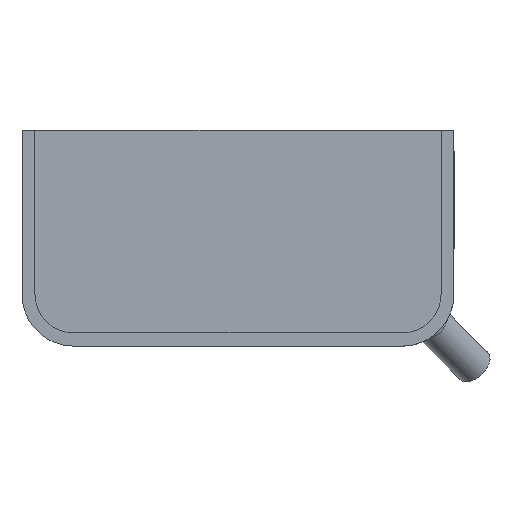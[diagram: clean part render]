
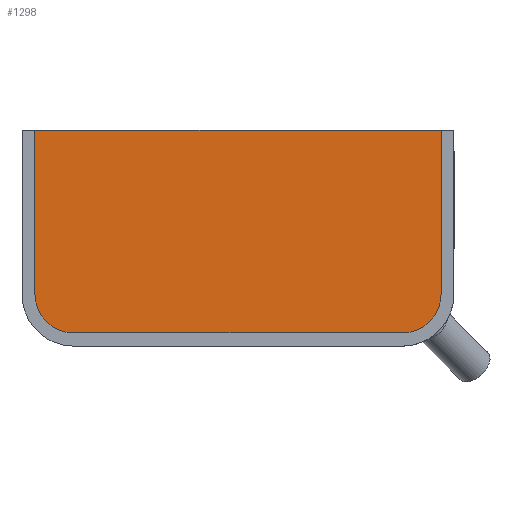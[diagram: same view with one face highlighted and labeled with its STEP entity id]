
A CAD part, left-side view. The second image highlights one B-rep face of the part: STEP entity #1298.
In plain terms, the highlighted planar face has unit normal (-1, 0, 0).
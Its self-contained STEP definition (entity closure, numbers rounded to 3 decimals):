
#81=LINE($,#2046,#203);
#82=LINE($,#2049,#204);
#83=LINE($,#2053,#205);
#84=LINE($,#2056,#206);
#203=VECTOR($,#1556,94.);
#204=VECTOR($,#1559,37.967);
#205=VECTOR($,#1562,76.);
#206=VECTOR($,#1565,37.967);
#354=FACE_OUTER_BOUND($,#420,.T.);
#420=EDGE_LOOP($,(#915,#916,#917,#918,#919,#920));
#475=CIRCLE($,#1381,9.);
#476=CIRCLE($,#1382,9.);
#552=VERTEX_POINT($,#2040);
#553=VERTEX_POINT($,#2044);
#554=VERTEX_POINT($,#2048);
#555=VERTEX_POINT($,#2050);
#556=VERTEX_POINT($,#2052);
#557=VERTEX_POINT($,#2054);
#694=EDGE_CURVE($,#552,#553,#81,.T.);
#695=EDGE_CURVE($,#554,#553,#82,.T.);
#696=EDGE_CURVE($,#555,#554,#475,.T.);
#697=EDGE_CURVE($,#556,#555,#83,.T.);
#698=EDGE_CURVE($,#557,#556,#476,.T.);
#699=EDGE_CURVE($,#552,#557,#84,.T.);
#915=ORIENTED_EDGE($,*,*,#694,.T.);
#916=ORIENTED_EDGE($,*,*,#695,.F.);
#917=ORIENTED_EDGE($,*,*,#696,.F.);
#918=ORIENTED_EDGE($,*,*,#697,.F.);
#919=ORIENTED_EDGE($,*,*,#698,.F.);
#920=ORIENTED_EDGE($,*,*,#699,.F.);
#1190=PLANE($,#1380);
#1298=ADVANCED_FACE($,(#354),#1190,.T.);
#1380=AXIS2_PLACEMENT_3D($,#2047,#1557,#1558);
#1381=AXIS2_PLACEMENT_3D($,#2051,#1560,#1561);
#1382=AXIS2_PLACEMENT_3D($,#2055,#1563,#1564);
#1556=DIRECTION($,(0.,1.,0.));
#1557=DIRECTION('center_axis',(-1.,0.,0.));
#1558=DIRECTION('ref_axis',(0.,1.,0.));
#1559=DIRECTION($,(0.,0.,1.));
#1560=DIRECTION('center_axis',(1.,0.,0.));
#1561=DIRECTION('ref_axis',(0.,0.707,-0.707));
#1562=DIRECTION($,(0.,1.,0.));
#1563=DIRECTION('center_axis',(1.,0.,0.));
#1564=DIRECTION('ref_axis',(0.,-0.707,-0.707));
#1565=DIRECTION($,(0.,0.,-1.));
#2040=CARTESIAN_POINT('',(-100.,-47.017,50.));
#2044=CARTESIAN_POINT('',(-100.,46.983,50.));
#2046=CARTESIAN_POINT($,(-100.,0.007,50.));
#2047=CARTESIAN_POINT('Origin',(-100.,-0.017,27.033));
#2048=CARTESIAN_POINT('',(-100.,46.983,12.033));
#2049=CARTESIAN_POINT($,(-100.,46.983,51.033));
#2050=CARTESIAN_POINT('',(-100.,37.983,3.033));
#2051=CARTESIAN_POINT('Origin',(-100.,37.983,12.033));
#2052=CARTESIAN_POINT('',(-100.,-38.017,3.033));
#2053=CARTESIAN_POINT($,(-100.,46.983,3.033));
#2054=CARTESIAN_POINT('',(-100.,-47.017,12.033));
#2055=CARTESIAN_POINT('Origin',(-100.,-38.017,12.033));
#2056=CARTESIAN_POINT($,(-100.,-47.017,3.033));
